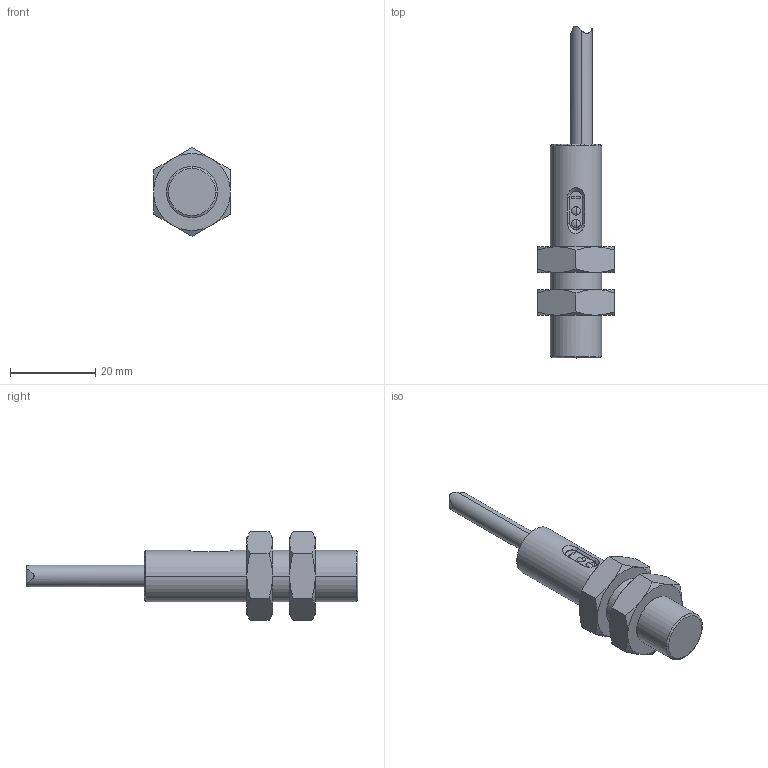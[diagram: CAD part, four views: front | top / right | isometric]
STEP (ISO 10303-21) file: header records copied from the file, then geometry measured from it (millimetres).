
FILE_DESCRIPTION (( 'STEP AP214' ), '1' );
FILE_NAME ('LTR-M12MA-PMK-101.STEP', '2021-12-14T12:39:23', ( '' ), ( '' ), 'SwSTEP 2.0', 'SolidWorks 2021', '' );
FILE_SCHEMA (( 'AUTOMOTIVE_DESIGN' ));
Length unit declared in the file: millimetre
Products named in the file (1): LTR-M12MA-PMK-101
Bounding box: 18 x 77.68 x 20.78 mm (x, y, z)
Volume: 8524.2 mm3; surface area: 4505.3 mm2
Topology: 5 solids, 5 shells, 104 faces, 221 edges, 132 vertices
Faces by surface type: cone 45, plane 31, cylinder 20, bspline 8
Entity records: 3688 total; most frequent: CARTESIAN_POINT 1480, ORIENTED_EDGE 442, DIRECTION 424, EDGE_CURVE 221, AXIS2_PLACEMENT_3D 176, VERTEX_POINT 132, EDGE_LOOP 113, ADVANCED_FACE 104
